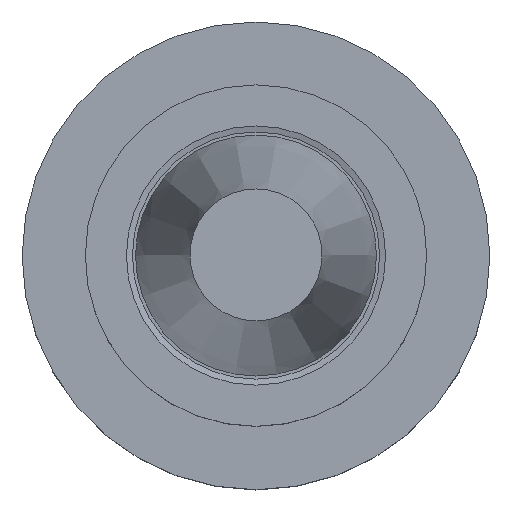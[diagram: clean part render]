
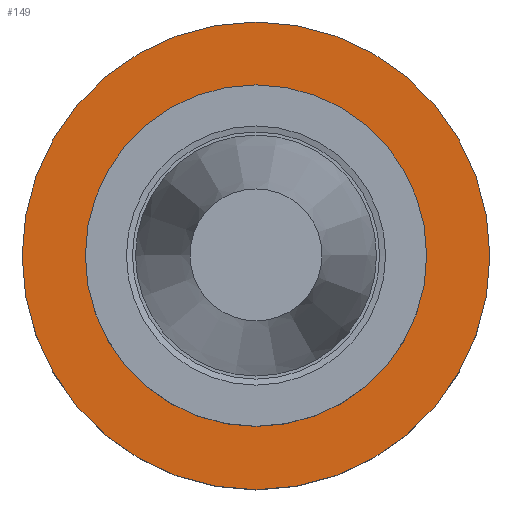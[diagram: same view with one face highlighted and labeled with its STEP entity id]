
A CAD part, top view. The second image highlights one B-rep face of the part: STEP entity #149.
In plain terms, the highlighted planar face has unit normal (0, 0, 1).
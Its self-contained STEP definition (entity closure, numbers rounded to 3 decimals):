
#101=FACE_BOUND('',#219,.T.);
#102=FACE_BOUND('',#220,.T.);
#149=ADVANCED_FACE('',(#101,#102),#167,.F.);
#167=PLANE('',#467);
#219=EDGE_LOOP('',(#289));
#220=EDGE_LOOP('',(#290));
#289=ORIENTED_EDGE('',*,*,#373,.F.);
#290=ORIENTED_EDGE('',*,*,#372,.T.);
#337=VERTEX_POINT('',#702);
#338=VERTEX_POINT('',#705);
#372=EDGE_CURVE('',#337,#337,#407,.T.);
#373=EDGE_CURVE('',#338,#338,#408,.T.);
#407=CIRCLE('',#464,43.5);
#408=CIRCLE('',#466,22.225);
#464=AXIS2_PLACEMENT_3D('',#701,#579,#580);
#466=AXIS2_PLACEMENT_3D('',#704,#583,#584);
#467=AXIS2_PLACEMENT_3D('',#706,#585,#586);
#579=DIRECTION('',(0.0,0.0,1.0));
#580=DIRECTION('',(1.0,0.0,0.0));
#583=DIRECTION('',(0.0,0.0,1.0));
#584=DIRECTION('',(1.0,0.0,0.0));
#585=DIRECTION('',(0.0,0.0,-1.0));
#586=DIRECTION('',(-1.0,0.0,0.0));
#701=CARTESIAN_POINT('',(0.0,0.0,-35.25));
#702=CARTESIAN_POINT('',(43.5,0.0,-35.25));
#704=CARTESIAN_POINT('',(0.0,0.0,-35.25));
#705=CARTESIAN_POINT('',(22.225,0.0,-35.25));
#706=CARTESIAN_POINT('',(0.0,43.5,-35.25));
